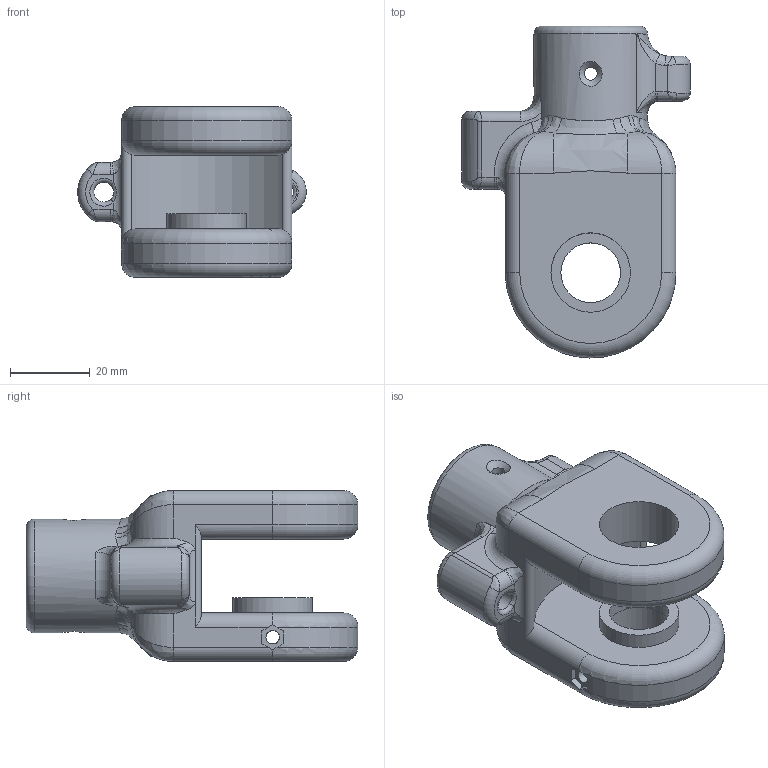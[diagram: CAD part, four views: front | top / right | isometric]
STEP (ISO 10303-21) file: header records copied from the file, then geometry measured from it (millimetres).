
FILE_DESCRIPTION(/* description */ (''),/* implementation_level */ '2;1');
FILE_NAME(/* name */ 'Ankle.step',/* time_stamp */ '2024-01-24T16:55:39-03:00',/* author */ (''),/* organization */ (''),/* preprocessor_version */ 'ST-DEVELOPER v20',/* originating_system */ 'Autodesk Translation Framework v12.14.0.127',/* authorisation */ '');
FILE_SCHEMA (('AUTOMOTIVE_DESIGN { 1 0 10303 214 3 1 1 }'));
Length unit declared in the file: millimetre
Products named in the file (3): Ankle; Component1; Component2
Assembly tree (2 placements, depth 3):
  Ankle
    Component1
      Component2
Bounding box: 57.45 x 83.44 x 43 mm (x, y, z)
Volume: 67213 mm3; surface area: 19602 mm2
Topology: 2 solids, 2 shells, 163 faces, 446 edges, 281 vertices
Faces by surface type: bspline 58, cylinder 47, plane 36, torus 19, cone 3
Full cylindrical faces by diameter (mm): 3.3 x2, 3.4 x2, 5 x2, 15 x2, 20 x2, 22 x1, 28.571 x1
Entity records: 9046 total; most frequent: CARTESIAN_POINT 5238, ORIENTED_EDGE 888, DIRECTION 668, EDGE_CURVE 444, VERTEX_POINT 281, AXIS2_PLACEMENT_3D 280, EDGE_LOOP 177, B_SPLINE_CURVE_WITH_KNOTS 166
